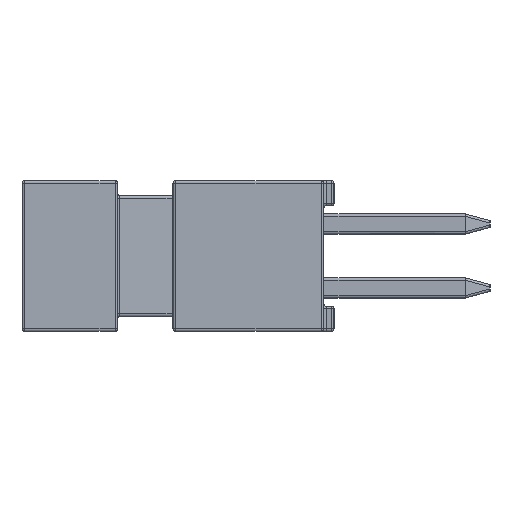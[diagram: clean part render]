
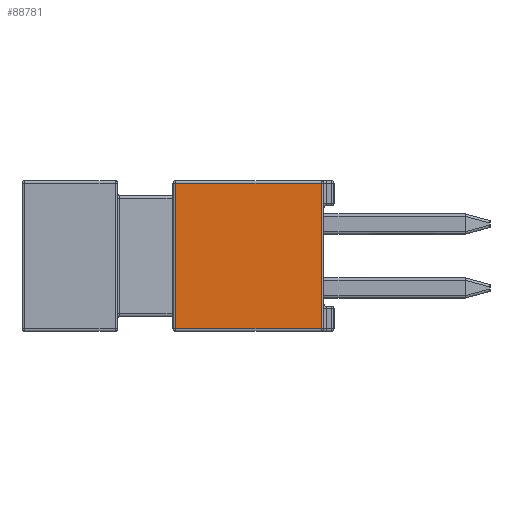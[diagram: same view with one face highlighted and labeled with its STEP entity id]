
A CAD part, left-side view. The second image highlights one B-rep face of the part: STEP entity #88781.
In plain terms, the highlighted planar face has unit normal (-1, 0, 0).
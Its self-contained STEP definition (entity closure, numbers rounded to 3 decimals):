
#959 = CARTESIAN_POINT ( 'NONE',  ( -14.8, 2.95, 1.45 ) ) ;
#7758 = DIRECTION ( 'NONE',  ( -1., 0., 0. ) ) ;
#10500 = CARTESIAN_POINT ( 'NONE',  ( -14.8, 0.05, 1.5 ) ) ;
#24433 = VECTOR ( 'NONE', #44817, 1000. ) ;
#27065 = VECTOR ( 'NONE', #94984, 1000. ) ;
#42729 = VERTEX_POINT ( 'NONE', #74018 ) ;
#44817 = DIRECTION ( 'NONE',  ( 0., 1., 0. ) ) ;
#52529 = CARTESIAN_POINT ( 'NONE',  ( -14.8, 3., -1.45 ) ) ;
#53094 = LINE ( 'NONE', #143373, #24433 ) ;
#53717 = EDGE_CURVE ( 'NONE', #126169, #42729, #86141, .T. ) ;
#58196 = ORIENTED_EDGE ( 'NONE', *, *, #53717, .T. ) ;
#63071 = EDGE_LOOP ( 'NONE', ( #124095, #79752, #69501, #58196 ) ) ;
#64601 = LINE ( 'NONE', #10500, #27065 ) ;
#67298 = DIRECTION ( 'NONE',  ( 0., -1., 0. ) ) ;
#69501 = ORIENTED_EDGE ( 'NONE', *, *, #94892, .T. ) ;
#70445 = EDGE_CURVE ( 'NONE', #145411, #93957, #53094, .T. ) ;
#74018 = CARTESIAN_POINT ( 'NONE',  ( -14.8, 0.05, -1.45 ) ) ;
#79534 = CARTESIAN_POINT ( 'NONE',  ( -14.8, 2.95, 0. ) ) ;
#79752 = ORIENTED_EDGE ( 'NONE', *, *, #70445, .T. ) ;
#80769 = CARTESIAN_POINT ( 'NONE',  ( -14.8, 0.05, 1.45 ) ) ;
#86141 = LINE ( 'NONE', #52529, #156660 ) ;
#88781 = ADVANCED_FACE ( 'NONE', ( #168843 ), #161888, .T. ) ;
#92244 = CARTESIAN_POINT ( 'NONE',  ( -14.8, 3., 0. ) ) ;
#93193 = EDGE_CURVE ( 'NONE', #42729, #145411, #64601, .T. ) ;
#93724 = DIRECTION ( 'NONE',  ( 0., 0., -1. ) ) ;
#93957 = VERTEX_POINT ( 'NONE', #959 ) ;
#94892 = EDGE_CURVE ( 'NONE', #93957, #126169, #173802, .T. ) ;
#94984 = DIRECTION ( 'NONE',  ( 0., 0., 1. ) ) ;
#106433 = DIRECTION ( 'NONE',  ( 0., 0., 1. ) ) ;
#124095 = ORIENTED_EDGE ( 'NONE', *, *, #93193, .T. ) ;
#126169 = VERTEX_POINT ( 'NONE', #173441 ) ;
#131898 = VECTOR ( 'NONE', #93724, 1000. ) ;
#143373 = CARTESIAN_POINT ( 'NONE',  ( -14.8, 3., 1.45 ) ) ;
#145411 = VERTEX_POINT ( 'NONE', #80769 ) ;
#156660 = VECTOR ( 'NONE', #67298, 1000. ) ;
#161888 = PLANE ( 'NONE',  #166760 ) ;
#166760 = AXIS2_PLACEMENT_3D ( 'NONE', #92244, #7758, #106433 ) ;
#168843 = FACE_OUTER_BOUND ( 'NONE', #63071, .T. ) ;
#173441 = CARTESIAN_POINT ( 'NONE',  ( -14.8, 2.95, -1.45 ) ) ;
#173802 = LINE ( 'NONE', #79534, #131898 ) ;
